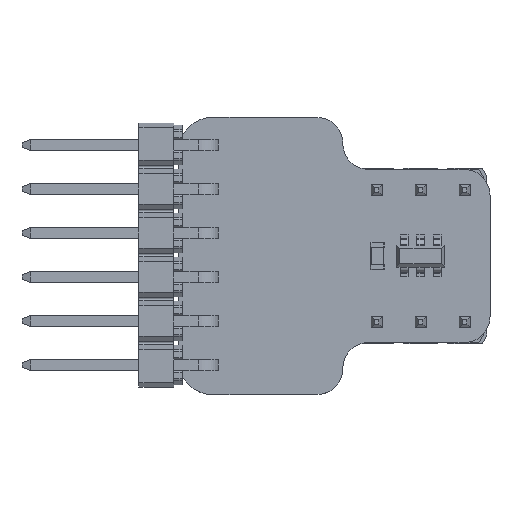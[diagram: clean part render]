
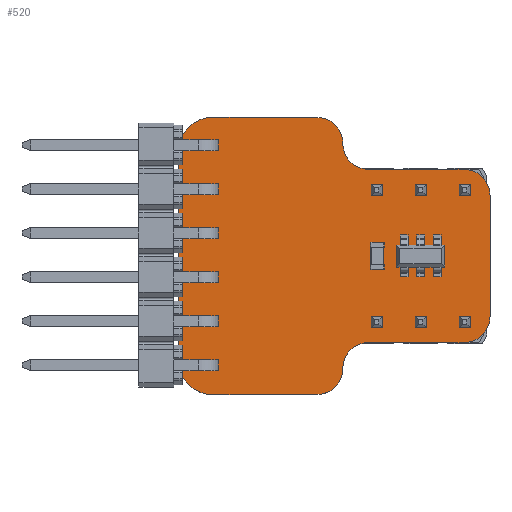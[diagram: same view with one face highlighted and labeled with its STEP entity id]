
A CAD part, top view. The second image highlights one B-rep face of the part: STEP entity #520.
In plain terms, the highlighted planar face has unit normal (0, 0, 1).
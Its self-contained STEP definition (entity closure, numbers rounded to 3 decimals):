
#55 = VERTEX_POINT('',#56);
#56 = CARTESIAN_POINT('',(2.,0.,1.646));
#62 = EDGE_CURVE('',#55,#63,#65,.T.);
#63 = VERTEX_POINT('',#64);
#64 = CARTESIAN_POINT('',(0.,2.,1.646));
#65 = CIRCLE('',#66,2.);
#66 = AXIS2_PLACEMENT_3D('',#67,#68,#69);
#67 = CARTESIAN_POINT('',(2.,2.,1.646));
#68 = DIRECTION('',(0.,0.,-1.));
#69 = DIRECTION('',(0.,-1.,0.));
#95 = EDGE_CURVE('',#63,#96,#98,.T.);
#96 = VERTEX_POINT('',#97);
#97 = CARTESIAN_POINT('',(0.,14.,1.646));
#98 = LINE('',#99,#100);
#99 = CARTESIAN_POINT('',(0.,2.,1.646));
#100 = VECTOR('',#101,1.);
#101 = DIRECTION('',(0.,1.,0.));
#126 = EDGE_CURVE('',#96,#127,#129,.T.);
#127 = VERTEX_POINT('',#128);
#128 = CARTESIAN_POINT('',(2.,16.,1.646));
#129 = CIRCLE('',#130,2.);
#130 = AXIS2_PLACEMENT_3D('',#131,#132,#133);
#131 = CARTESIAN_POINT('',(2.,14.,1.646));
#132 = DIRECTION('',(0.,0.,-1.));
#133 = DIRECTION('',(-1.,0.,0.));
#159 = EDGE_CURVE('',#127,#160,#162,.T.);
#160 = VERTEX_POINT('',#161);
#161 = CARTESIAN_POINT('',(8.,16.,1.646));
#162 = LINE('',#163,#164);
#163 = CARTESIAN_POINT('',(2.,16.,1.646));
#164 = VECTOR('',#165,1.);
#165 = DIRECTION('',(1.,0.,0.));
#190 = EDGE_CURVE('',#160,#191,#193,.T.);
#191 = VERTEX_POINT('',#192);
#192 = CARTESIAN_POINT('',(9.5,14.5,1.646));
#193 = CIRCLE('',#194,1.5);
#194 = AXIS2_PLACEMENT_3D('',#195,#196,#197);
#195 = CARTESIAN_POINT('',(8.,14.5,1.646));
#196 = DIRECTION('',(0.,0.,-1.));
#197 = DIRECTION('',(0.,1.,0.));
#223 = EDGE_CURVE('',#191,#224,#226,.T.);
#224 = VERTEX_POINT('',#225);
#225 = CARTESIAN_POINT('',(11.,13.,1.646));
#226 = CIRCLE('',#227,1.5);
#227 = AXIS2_PLACEMENT_3D('',#228,#229,#230);
#228 = CARTESIAN_POINT('',(11.,14.5,1.646));
#229 = DIRECTION('',(0.,0.,1.));
#230 = DIRECTION('',(-1.,0.,0.));
#256 = EDGE_CURVE('',#224,#257,#259,.T.);
#257 = VERTEX_POINT('',#258);
#258 = CARTESIAN_POINT('',(16.5,13.,1.646));
#259 = LINE('',#260,#261);
#260 = CARTESIAN_POINT('',(11.,13.,1.646));
#261 = VECTOR('',#262,1.);
#262 = DIRECTION('',(1.,0.,0.));
#287 = EDGE_CURVE('',#257,#288,#290,.T.);
#288 = VERTEX_POINT('',#289);
#289 = CARTESIAN_POINT('',(18.,11.5,1.646));
#290 = CIRCLE('',#291,1.5);
#291 = AXIS2_PLACEMENT_3D('',#292,#293,#294);
#292 = CARTESIAN_POINT('',(16.5,11.5,1.646));
#293 = DIRECTION('',(0.,0.,-1.));
#294 = DIRECTION('',(0.,1.,0.));
#320 = EDGE_CURVE('',#288,#321,#323,.T.);
#321 = VERTEX_POINT('',#322);
#322 = CARTESIAN_POINT('',(18.,4.5,1.646));
#323 = LINE('',#324,#325);
#324 = CARTESIAN_POINT('',(18.,11.5,1.646));
#325 = VECTOR('',#326,1.);
#326 = DIRECTION('',(0.,-1.,0.));
#351 = EDGE_CURVE('',#321,#352,#354,.T.);
#352 = VERTEX_POINT('',#353);
#353 = CARTESIAN_POINT('',(16.5,3.,1.646));
#354 = CIRCLE('',#355,1.5);
#355 = AXIS2_PLACEMENT_3D('',#356,#357,#358);
#356 = CARTESIAN_POINT('',(16.5,4.5,1.646));
#357 = DIRECTION('',(0.,0.,-1.));
#358 = DIRECTION('',(1.,0.,0.));
#384 = EDGE_CURVE('',#352,#385,#387,.T.);
#385 = VERTEX_POINT('',#386);
#386 = CARTESIAN_POINT('',(11.,3.,1.646));
#387 = LINE('',#388,#389);
#388 = CARTESIAN_POINT('',(16.5,3.,1.646));
#389 = VECTOR('',#390,1.);
#390 = DIRECTION('',(-1.,0.,0.));
#415 = EDGE_CURVE('',#385,#416,#418,.T.);
#416 = VERTEX_POINT('',#417);
#417 = CARTESIAN_POINT('',(9.5,1.5,1.646));
#418 = CIRCLE('',#419,1.5);
#419 = AXIS2_PLACEMENT_3D('',#420,#421,#422);
#420 = CARTESIAN_POINT('',(11.,1.5,1.646));
#421 = DIRECTION('',(0.,0.,1.));
#422 = DIRECTION('',(0.,1.,0.));
#448 = EDGE_CURVE('',#416,#449,#451,.T.);
#449 = VERTEX_POINT('',#450);
#450 = CARTESIAN_POINT('',(8.,0.,1.646));
#451 = CIRCLE('',#452,1.5);
#452 = AXIS2_PLACEMENT_3D('',#453,#454,#455);
#453 = CARTESIAN_POINT('',(8.,1.5,1.646));
#454 = DIRECTION('',(0.,0.,-1.));
#455 = DIRECTION('',(1.,0.,0.));
#481 = EDGE_CURVE('',#449,#55,#482,.T.);
#482 = LINE('',#483,#484);
#483 = CARTESIAN_POINT('',(8.,0.,1.646));
#484 = VECTOR('',#485,1.);
#485 = DIRECTION('',(-1.,0.,0.));
#520 = ADVANCED_FACE('',(#521),#537,.T.);
#521 = FACE_BOUND('',#522,.F.);
#522 = EDGE_LOOP('',(#523,#524,#525,#526,#527,#528,#529,#530,#531,#532,
    #533,#534,#535,#536));
#523 = ORIENTED_EDGE('',*,*,#62,.T.);
#524 = ORIENTED_EDGE('',*,*,#95,.T.);
#525 = ORIENTED_EDGE('',*,*,#126,.T.);
#526 = ORIENTED_EDGE('',*,*,#159,.T.);
#527 = ORIENTED_EDGE('',*,*,#190,.T.);
#528 = ORIENTED_EDGE('',*,*,#223,.T.);
#529 = ORIENTED_EDGE('',*,*,#256,.T.);
#530 = ORIENTED_EDGE('',*,*,#287,.T.);
#531 = ORIENTED_EDGE('',*,*,#320,.T.);
#532 = ORIENTED_EDGE('',*,*,#351,.T.);
#533 = ORIENTED_EDGE('',*,*,#384,.T.);
#534 = ORIENTED_EDGE('',*,*,#415,.T.);
#535 = ORIENTED_EDGE('',*,*,#448,.T.);
#536 = ORIENTED_EDGE('',*,*,#481,.T.);
#537 = PLANE('',#538);
#538 = AXIS2_PLACEMENT_3D('',#539,#540,#541);
#539 = CARTESIAN_POINT('',(2.,0.,1.646));
#540 = DIRECTION('',(0.,0.,1.));
#541 = DIRECTION('',(1.,0.,0.));
